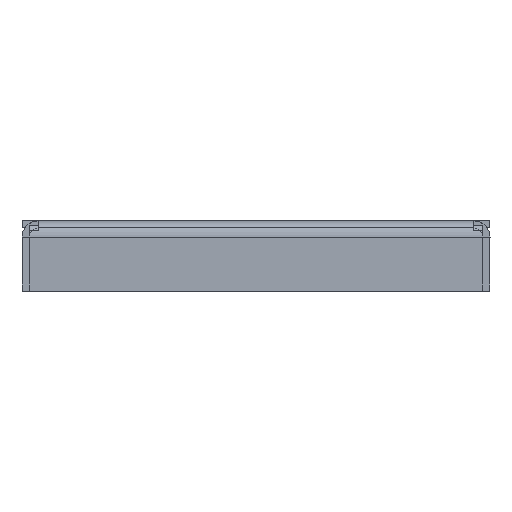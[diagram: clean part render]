
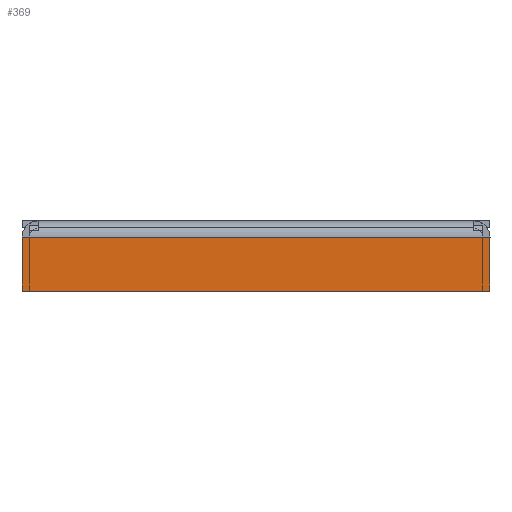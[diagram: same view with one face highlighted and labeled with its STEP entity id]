
A CAD part, front view. The second image highlights one B-rep face of the part: STEP entity #369.
In plain terms, the highlighted planar face has unit normal (0, -1, 0).
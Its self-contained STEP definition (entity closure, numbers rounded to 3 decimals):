
#128=LINE('',#1789,#251);
#131=LINE('',#1795,#254);
#134=LINE('',#1801,#257);
#135=LINE('',#1803,#258);
#136=LINE('',#1805,#259);
#137=LINE('',#1807,#260);
#251=VECTOR('',#1444,1.);
#254=VECTOR('',#1449,1.);
#257=VECTOR('',#1454,1.);
#258=VECTOR('',#1455,1.);
#259=VECTOR('',#1456,1.);
#260=VECTOR('',#1457,1.);
#369=ADVANCED_FACE('F28',(#490),#436,.T.);
#436=PLANE('',#1319);
#490=FACE_OUTER_BOUND('',#555,.T.);
#555=EDGE_LOOP('',(#688,#689,#690,#691,#692,#693));
#688=ORIENTED_EDGE('',*,*,#1142,.T.);
#689=ORIENTED_EDGE('',*,*,#1143,.T.);
#690=ORIENTED_EDGE('',*,*,#1144,.F.);
#691=ORIENTED_EDGE('',*,*,#1145,.T.);
#692=ORIENTED_EDGE('',*,*,#1139,.T.);
#693=ORIENTED_EDGE('',*,*,#1136,.T.);
#1022=VERTEX_POINT('',#1787);
#1024=VERTEX_POINT('',#1790);
#1026=VERTEX_POINT('',#1796);
#1028=VERTEX_POINT('',#1802);
#1029=VERTEX_POINT('',#1804);
#1030=VERTEX_POINT('',#1806);
#1136=EDGE_CURVE('E103',#1024,#1022,#128,.T.);
#1139=EDGE_CURVE('E102',#1026,#1024,#131,.T.);
#1142=EDGE_CURVE('E99',#1022,#1028,#134,.T.);
#1143=EDGE_CURVE('E100',#1028,#1029,#135,.T.);
#1144=EDGE_CURVE('E82',#1030,#1029,#136,.T.);
#1145=EDGE_CURVE('E101',#1030,#1026,#137,.T.);
#1319=AXIS2_PLACEMENT_3D('',#1808,#1458,#1459);
#1444=DIRECTION('',(1.,0.,0.));
#1449=DIRECTION('',(0.,0.,-1.));
#1454=DIRECTION('',(0.,0.,1.));
#1455=DIRECTION('',(-1.,0.,0.));
#1456=DIRECTION('',(1.,0.,0.));
#1457=DIRECTION('',(-1.,0.,0.));
#1458=DIRECTION('',(0.,-1.,0.));
#1459=DIRECTION('',(0.,0.,-1.));
#1787=CARTESIAN_POINT('',(-810.579,-418.069,-13.5));
#1789=CARTESIAN_POINT('',(-860.579,-418.069,-13.5));
#1790=CARTESIAN_POINT('',(-910.579,-418.069,-13.5));
#1795=CARTESIAN_POINT('',(-910.579,-418.069,-7.75));
#1796=CARTESIAN_POINT('',(-910.579,-418.069,-2.));
#1801=CARTESIAN_POINT('',(-810.579,-418.069,-7.75));
#1802=CARTESIAN_POINT('',(-810.579,-418.069,-2.));
#1803=CARTESIAN_POINT('',(-811.329,-418.069,-2.));
#1804=CARTESIAN_POINT('',(-812.079,-418.069,-2.));
#1805=CARTESIAN_POINT('',(-860.579,-418.069,-2.));
#1806=CARTESIAN_POINT('',(-909.079,-418.069,-2.));
#1807=CARTESIAN_POINT('',(-909.829,-418.069,-2.));
#1808=CARTESIAN_POINT('',(-810.579,-418.069,-13.5));
